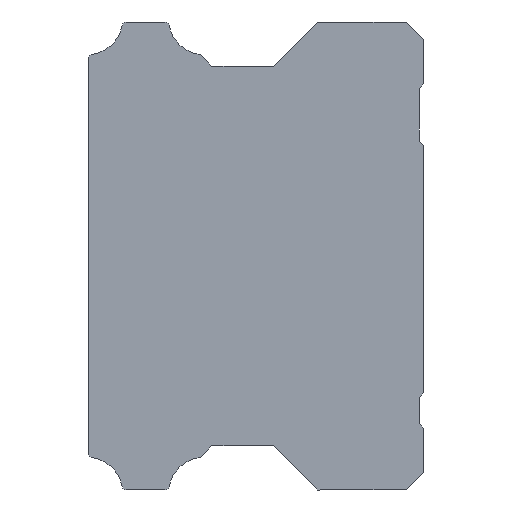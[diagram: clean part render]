
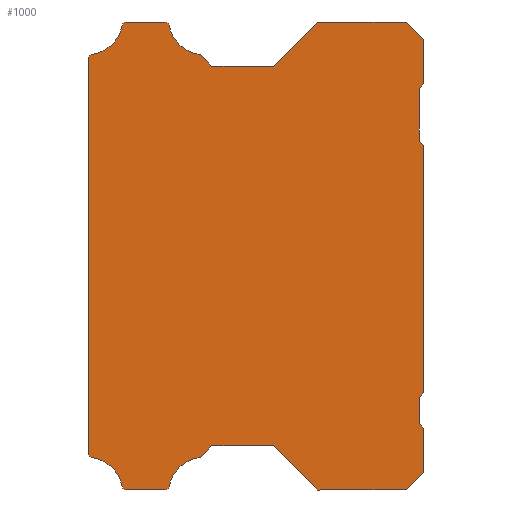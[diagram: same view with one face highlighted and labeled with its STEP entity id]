
A CAD part, left-side view. The second image highlights one B-rep face of the part: STEP entity #1000.
In plain terms, the highlighted planar face has unit normal (-1, 0, 0).
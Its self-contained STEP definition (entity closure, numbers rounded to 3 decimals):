
#39=LINE('',#1560,#119);
#40=LINE('',#1562,#120);
#41=LINE('',#1564,#121);
#42=LINE('',#1566,#122);
#43=LINE('',#1568,#123);
#44=LINE('',#1570,#124);
#45=LINE('',#1572,#125);
#46=LINE('',#1574,#126);
#47=LINE('',#1576,#127);
#48=LINE('',#1578,#128);
#49=LINE('',#1580,#129);
#50=LINE('',#1582,#130);
#51=LINE('',#1584,#131);
#52=LINE('',#1586,#132);
#53=LINE('',#1588,#133);
#54=LINE('',#1590,#134);
#55=LINE('',#1592,#135);
#56=LINE('',#1594,#136);
#57=LINE('',#1596,#137);
#58=LINE('',#1602,#138);
#59=LINE('',#1608,#139);
#60=LINE('',#1610,#140);
#61=LINE('',#1612,#141);
#62=LINE('',#1618,#142);
#119=VECTOR('',#1232,1.861);
#120=VECTOR('',#1233,7.);
#121=VECTOR('',#1234,7.071);
#122=VECTOR('',#1235,10.);
#123=VECTOR('',#1236,2.828);
#124=VECTOR('',#1237,5.);
#125=VECTOR('',#1238,0.707);
#126=VECTOR('',#1239,3.);
#127=VECTOR('',#1240,0.707);
#128=VECTOR('',#1241,28.);
#129=VECTOR('',#1242,0.707);
#130=VECTOR('',#1243,6.);
#131=VECTOR('',#1244,0.707);
#132=VECTOR('',#1245,5.);
#133=VECTOR('',#1246,2.828);
#134=VECTOR('',#1247,10.);
#135=VECTOR('',#1248,7.071);
#136=VECTOR('',#1249,7.);
#137=VECTOR('',#1250,1.861);
#138=VECTOR('',#1255,4.338);
#139=VECTOR('',#1260,0.447);
#140=VECTOR('',#1261,45.);
#141=VECTOR('',#1262,0.447);
#142=VECTOR('',#1267,4.338);
#250=FACE_OUTER_BOUND('',#314,.T.);
#314=EDGE_LOOP('',(#735,#736,#737,#738,#739,#740,#741,#742,#743,#744,#745,
#746,#747,#748,#749,#750,#751,#752,#753,#754,#755,#756,#757,#758,#759,#760,
#761,#762,#763,#764,#765,#766));
#425=CIRCLE('',#1076,4.064);
#426=CIRCLE('',#1077,0.5);
#427=CIRCLE('',#1078,0.5);
#428=CIRCLE('',#1079,4.064);
#429=CIRCLE('',#1080,4.064);
#430=CIRCLE('',#1081,0.5);
#431=CIRCLE('',#1082,0.5);
#432=CIRCLE('',#1083,4.064);
#501=VERTEX_POINT('',#1558);
#502=VERTEX_POINT('',#1559);
#503=VERTEX_POINT('',#1561);
#504=VERTEX_POINT('',#1563);
#505=VERTEX_POINT('',#1565);
#506=VERTEX_POINT('',#1567);
#507=VERTEX_POINT('',#1569);
#508=VERTEX_POINT('',#1571);
#509=VERTEX_POINT('',#1573);
#510=VERTEX_POINT('',#1575);
#511=VERTEX_POINT('',#1577);
#512=VERTEX_POINT('',#1579);
#513=VERTEX_POINT('',#1581);
#514=VERTEX_POINT('',#1583);
#515=VERTEX_POINT('',#1585);
#516=VERTEX_POINT('',#1587);
#517=VERTEX_POINT('',#1589);
#518=VERTEX_POINT('',#1591);
#519=VERTEX_POINT('',#1593);
#520=VERTEX_POINT('',#1595);
#521=VERTEX_POINT('',#1597);
#522=VERTEX_POINT('',#1599);
#523=VERTEX_POINT('',#1601);
#524=VERTEX_POINT('',#1603);
#525=VERTEX_POINT('',#1605);
#526=VERTEX_POINT('',#1607);
#527=VERTEX_POINT('',#1609);
#528=VERTEX_POINT('',#1611);
#529=VERTEX_POINT('',#1613);
#530=VERTEX_POINT('',#1615);
#531=VERTEX_POINT('',#1617);
#532=VERTEX_POINT('',#1619);
#601=EDGE_CURVE('',#501,#502,#39,.T.);
#602=EDGE_CURVE('',#503,#501,#40,.T.);
#603=EDGE_CURVE('',#504,#503,#41,.T.);
#604=EDGE_CURVE('',#505,#504,#42,.T.);
#605=EDGE_CURVE('',#506,#505,#43,.T.);
#606=EDGE_CURVE('',#507,#506,#44,.T.);
#607=EDGE_CURVE('',#508,#507,#45,.T.);
#608=EDGE_CURVE('',#509,#508,#46,.T.);
#609=EDGE_CURVE('',#510,#509,#47,.T.);
#610=EDGE_CURVE('',#511,#510,#48,.T.);
#611=EDGE_CURVE('',#512,#511,#49,.T.);
#612=EDGE_CURVE('',#513,#512,#50,.T.);
#613=EDGE_CURVE('',#514,#513,#51,.T.);
#614=EDGE_CURVE('',#515,#514,#52,.T.);
#615=EDGE_CURVE('',#516,#515,#53,.T.);
#616=EDGE_CURVE('',#517,#516,#54,.T.);
#617=EDGE_CURVE('',#518,#517,#55,.T.);
#618=EDGE_CURVE('',#519,#518,#56,.T.);
#619=EDGE_CURVE('',#520,#519,#57,.T.);
#620=EDGE_CURVE('',#521,#520,#425,.T.);
#621=EDGE_CURVE('',#522,#521,#426,.T.);
#622=EDGE_CURVE('',#523,#522,#58,.T.);
#623=EDGE_CURVE('',#524,#523,#427,.T.);
#624=EDGE_CURVE('',#525,#524,#428,.T.);
#625=EDGE_CURVE('',#526,#525,#59,.T.);
#626=EDGE_CURVE('',#527,#526,#60,.T.);
#627=EDGE_CURVE('',#528,#527,#61,.T.);
#628=EDGE_CURVE('',#529,#528,#429,.T.);
#629=EDGE_CURVE('',#530,#529,#430,.T.);
#630=EDGE_CURVE('',#531,#530,#62,.T.);
#631=EDGE_CURVE('',#532,#531,#431,.T.);
#632=EDGE_CURVE('',#502,#532,#432,.T.);
#735=ORIENTED_EDGE('',*,*,#601,.F.);
#736=ORIENTED_EDGE('',*,*,#602,.F.);
#737=ORIENTED_EDGE('',*,*,#603,.F.);
#738=ORIENTED_EDGE('',*,*,#604,.F.);
#739=ORIENTED_EDGE('',*,*,#605,.F.);
#740=ORIENTED_EDGE('',*,*,#606,.F.);
#741=ORIENTED_EDGE('',*,*,#607,.F.);
#742=ORIENTED_EDGE('',*,*,#608,.F.);
#743=ORIENTED_EDGE('',*,*,#609,.F.);
#744=ORIENTED_EDGE('',*,*,#610,.F.);
#745=ORIENTED_EDGE('',*,*,#611,.F.);
#746=ORIENTED_EDGE('',*,*,#612,.F.);
#747=ORIENTED_EDGE('',*,*,#613,.F.);
#748=ORIENTED_EDGE('',*,*,#614,.F.);
#749=ORIENTED_EDGE('',*,*,#615,.F.);
#750=ORIENTED_EDGE('',*,*,#616,.F.);
#751=ORIENTED_EDGE('',*,*,#617,.F.);
#752=ORIENTED_EDGE('',*,*,#618,.F.);
#753=ORIENTED_EDGE('',*,*,#619,.F.);
#754=ORIENTED_EDGE('',*,*,#620,.F.);
#755=ORIENTED_EDGE('',*,*,#621,.F.);
#756=ORIENTED_EDGE('',*,*,#622,.F.);
#757=ORIENTED_EDGE('',*,*,#623,.F.);
#758=ORIENTED_EDGE('',*,*,#624,.F.);
#759=ORIENTED_EDGE('',*,*,#625,.F.);
#760=ORIENTED_EDGE('',*,*,#626,.F.);
#761=ORIENTED_EDGE('',*,*,#627,.F.);
#762=ORIENTED_EDGE('',*,*,#628,.F.);
#763=ORIENTED_EDGE('',*,*,#629,.F.);
#764=ORIENTED_EDGE('',*,*,#630,.F.);
#765=ORIENTED_EDGE('',*,*,#631,.F.);
#766=ORIENTED_EDGE('',*,*,#632,.F.);
#963=PLANE('',#1075);
#1000=ADVANCED_FACE('',(#250),#963,.F.);
#1075=AXIS2_PLACEMENT_3D('',#1557,#1230,#1231);
#1076=AXIS2_PLACEMENT_3D('',#1598,#1251,#1252);
#1077=AXIS2_PLACEMENT_3D('',#1600,#1253,#1254);
#1078=AXIS2_PLACEMENT_3D('',#1604,#1256,#1257);
#1079=AXIS2_PLACEMENT_3D('',#1606,#1258,#1259);
#1080=AXIS2_PLACEMENT_3D('',#1614,#1263,#1264);
#1081=AXIS2_PLACEMENT_3D('',#1616,#1265,#1266);
#1082=AXIS2_PLACEMENT_3D('',#1620,#1268,#1269);
#1083=AXIS2_PLACEMENT_3D('',#1621,#1270,#1271);
#1230=DIRECTION('center_axis',(1.,0.,0.));
#1231=DIRECTION('ref_axis',(0.,0.,-1.));
#1232=DIRECTION('',(0.,0.707,-0.707));
#1233=DIRECTION('',(0.,1.,0.));
#1234=DIRECTION('',(0.,0.707,0.707));
#1235=DIRECTION('',(0.,1.,0.));
#1236=DIRECTION('',(0.,0.707,-0.707));
#1237=DIRECTION('',(0.,0.,-1.));
#1238=DIRECTION('',(0.,-0.707,-0.707));
#1239=DIRECTION('',(0.,0.,-1.));
#1240=DIRECTION('',(0.,0.707,-0.707));
#1241=DIRECTION('',(0.,0.,-1.));
#1242=DIRECTION('',(0.,-0.707,-0.707));
#1243=DIRECTION('',(0.,0.,-1.));
#1244=DIRECTION('',(0.,0.707,-0.707));
#1245=DIRECTION('',(0.,0.,-1.));
#1246=DIRECTION('',(0.,-0.707,-0.707));
#1247=DIRECTION('',(0.,-1.,0.));
#1248=DIRECTION('',(0.,-0.707,0.707));
#1249=DIRECTION('',(0.,-1.,0.));
#1250=DIRECTION('',(0.,-0.707,-0.707));
#1251=DIRECTION('center_axis',(-1.,0.,0.));
#1252=DIRECTION('ref_axis',(0.,0.,-1.));
#1253=DIRECTION('center_axis',(1.,0.,0.));
#1254=DIRECTION('ref_axis',(0.,0.,-1.));
#1255=DIRECTION('',(0.,-1.,0.));
#1256=DIRECTION('center_axis',(1.,0.,0.));
#1257=DIRECTION('ref_axis',(0.,0.,-1.));
#1258=DIRECTION('center_axis',(-1.,0.,0.));
#1259=DIRECTION('ref_axis',(0.,0.,-1.));
#1260=DIRECTION('',(0.,-0.707,0.707));
#1261=DIRECTION('',(0.,0.,1.));
#1262=DIRECTION('',(0.,0.707,0.707));
#1263=DIRECTION('center_axis',(-1.,0.,0.));
#1264=DIRECTION('ref_axis',(0.,0.,-1.));
#1265=DIRECTION('center_axis',(1.,0.,0.));
#1266=DIRECTION('ref_axis',(0.,0.,-1.));
#1267=DIRECTION('',(0.,1.,0.));
#1268=DIRECTION('center_axis',(1.,0.,0.));
#1269=DIRECTION('ref_axis',(0.,0.,-1.));
#1270=DIRECTION('center_axis',(-1.,0.,0.));
#1271=DIRECTION('ref_axis',(0.,0.,-1.));
#1557=CARTESIAN_POINT('Origin',(10.,18.412,-0.003));
#1558=CARTESIAN_POINT('',(10.,24.,-21.5));
#1559=CARTESIAN_POINT('',(10.,25.316,-22.816));
#1560=CARTESIAN_POINT('',(10.,17.558,-15.058));
#1561=CARTESIAN_POINT('',(10.,17.,-21.5));
#1562=CARTESIAN_POINT('',(10.,19.456,-21.5));
#1563=CARTESIAN_POINT('',(10.,12.,-26.5));
#1564=CARTESIAN_POINT('',(10.,21.477,-17.023));
#1565=CARTESIAN_POINT('',(10.,2.,-26.5));
#1566=CARTESIAN_POINT('',(10.,12.706,-26.5));
#1567=CARTESIAN_POINT('',(10.,0.,-24.5));
#1568=CARTESIAN_POINT('',(10.,-1.021,-23.479));
#1569=CARTESIAN_POINT('',(10.,0.,-19.5));
#1570=CARTESIAN_POINT('',(10.,0.,-11.002));
#1571=CARTESIAN_POINT('',(10.,0.5,-19.));
#1572=CARTESIAN_POINT('',(10.,9.602,-9.898));
#1573=CARTESIAN_POINT('',(10.,0.5,-16.));
#1574=CARTESIAN_POINT('',(10.,0.5,-8.752));
#1575=CARTESIAN_POINT('',(10.,0.,-15.5));
#1576=CARTESIAN_POINT('',(10.,0.854,-16.354));
#1577=CARTESIAN_POINT('',(10.,0.,12.5));
#1578=CARTESIAN_POINT('',(10.,0.,-0.752));
#1579=CARTESIAN_POINT('',(10.,0.5,13.));
#1580=CARTESIAN_POINT('',(10.,1.602,14.102));
#1581=CARTESIAN_POINT('',(10.,0.5,19.));
#1582=CARTESIAN_POINT('',(10.,0.5,7.998));
#1583=CARTESIAN_POINT('',(10.,0.,19.5));
#1584=CARTESIAN_POINT('',(10.,9.604,9.896));
#1585=CARTESIAN_POINT('',(10.,0.,24.5));
#1586=CARTESIAN_POINT('',(10.,0.,10.998));
#1587=CARTESIAN_POINT('',(10.,2.,26.5));
#1588=CARTESIAN_POINT('',(10.,-1.023,23.477));
#1589=CARTESIAN_POINT('',(10.,12.,26.5));
#1590=CARTESIAN_POINT('',(10.,12.706,26.5));
#1591=CARTESIAN_POINT('',(10.,17.,21.5));
#1592=CARTESIAN_POINT('',(10.,21.479,17.021));
#1593=CARTESIAN_POINT('',(10.,24.,21.5));
#1594=CARTESIAN_POINT('',(10.,19.456,21.5));
#1595=CARTESIAN_POINT('',(10.,25.316,22.816));
#1596=CARTESIAN_POINT('',(10.,17.556,15.056));
#1597=CARTESIAN_POINT('',(10.,28.84,26.093));
#1598=CARTESIAN_POINT('Origin',(10.,24.847,26.853));
#1599=CARTESIAN_POINT('',(10.,29.331,26.5));
#1600=CARTESIAN_POINT('Origin',(10.,29.331,26.));
#1601=CARTESIAN_POINT('',(10.,33.669,26.5));
#1602=CARTESIAN_POINT('',(10.,24.956,26.5));
#1603=CARTESIAN_POINT('',(10.,34.16,26.093));
#1604=CARTESIAN_POINT('Origin',(10.,33.669,26.));
#1605=CARTESIAN_POINT('',(10.,37.684,22.816));
#1606=CARTESIAN_POINT('Origin',(10.,38.153,26.853));
#1607=CARTESIAN_POINT('',(10.,38.,22.5));
#1608=CARTESIAN_POINT('',(10.,38.65,21.85));
#1609=CARTESIAN_POINT('',(10.,38.,-22.5));
#1610=CARTESIAN_POINT('',(10.,38.,-0.002));
#1611=CARTESIAN_POINT('',(10.,37.684,-22.816));
#1612=CARTESIAN_POINT('',(10.,38.648,-21.852));
#1613=CARTESIAN_POINT('',(10.,34.16,-26.093));
#1614=CARTESIAN_POINT('Origin',(10.,38.153,-26.853));
#1615=CARTESIAN_POINT('',(10.,33.669,-26.5));
#1616=CARTESIAN_POINT('Origin',(10.,33.669,-26.));
#1617=CARTESIAN_POINT('',(10.,29.331,-26.5));
#1618=CARTESIAN_POINT('',(10.,24.956,-26.5));
#1619=CARTESIAN_POINT('',(10.,28.84,-26.093));
#1620=CARTESIAN_POINT('Origin',(10.,29.331,-26.));
#1621=CARTESIAN_POINT('Origin',(10.,24.847,-26.853));
